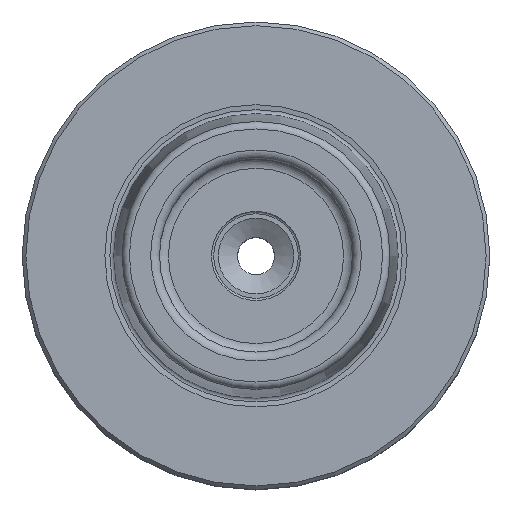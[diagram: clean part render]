
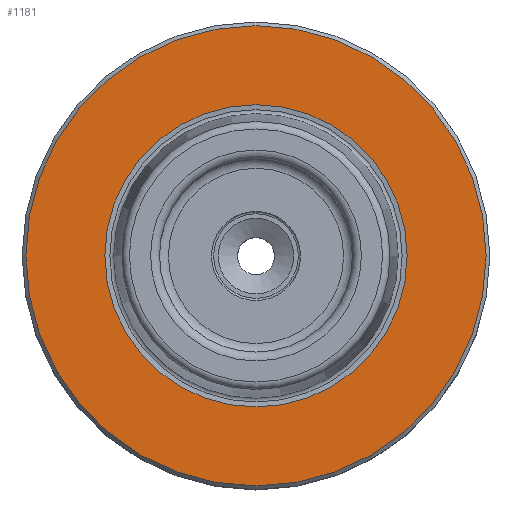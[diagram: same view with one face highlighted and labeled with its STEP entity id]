
A CAD part, top view. The second image highlights one B-rep face of the part: STEP entity #1181.
In plain terms, the highlighted planar face has unit normal (0, 0, 1).
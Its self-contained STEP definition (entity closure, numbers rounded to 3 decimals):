
#58=PLANE('',#1278);
#105=ORIENTED_EDGE('',*,*,#224,.F.);
#106=ORIENTED_EDGE('',*,*,#223,.T.);
#223=EDGE_CURVE('',#290,#290,#357,.T.);
#224=EDGE_CURVE('',#291,#291,#358,.T.);
#290=VERTEX_POINT('',#1707);
#291=VERTEX_POINT('',#1710);
#357=CIRCLE('',#1277,31.);
#358=CIRCLE('',#1279,20.358);
#440=EDGE_LOOP('',(#105));
#441=EDGE_LOOP('',(#106));
#574=FACE_BOUND('',#440,.T.);
#575=FACE_BOUND('',#441,.T.);
#1181=ADVANCED_FACE('',(#574,#575),#58,.F.);
#1277=AXIS2_PLACEMENT_3D('',#1706,#1457,#1458);
#1278=AXIS2_PLACEMENT_3D('',#1708,#1459,#1460);
#1279=AXIS2_PLACEMENT_3D('',#1709,#1461,#1462);
#1457=DIRECTION('',(0.,0.,1.));
#1458=DIRECTION('',(1.,0.,0.));
#1459=DIRECTION('',(0.,0.,-1.));
#1460=DIRECTION('',(-1.,0.,0.));
#1461=DIRECTION('',(0.,0.,1.));
#1462=DIRECTION('',(1.,0.,0.));
#1706=CARTESIAN_POINT('',(0.,0.,0.));
#1707=CARTESIAN_POINT('',(31.,0.,0.));
#1708=CARTESIAN_POINT('',(20.358,0.,0.));
#1709=CARTESIAN_POINT('',(0.,0.,0.));
#1710=CARTESIAN_POINT('',(20.358,0.,0.));
